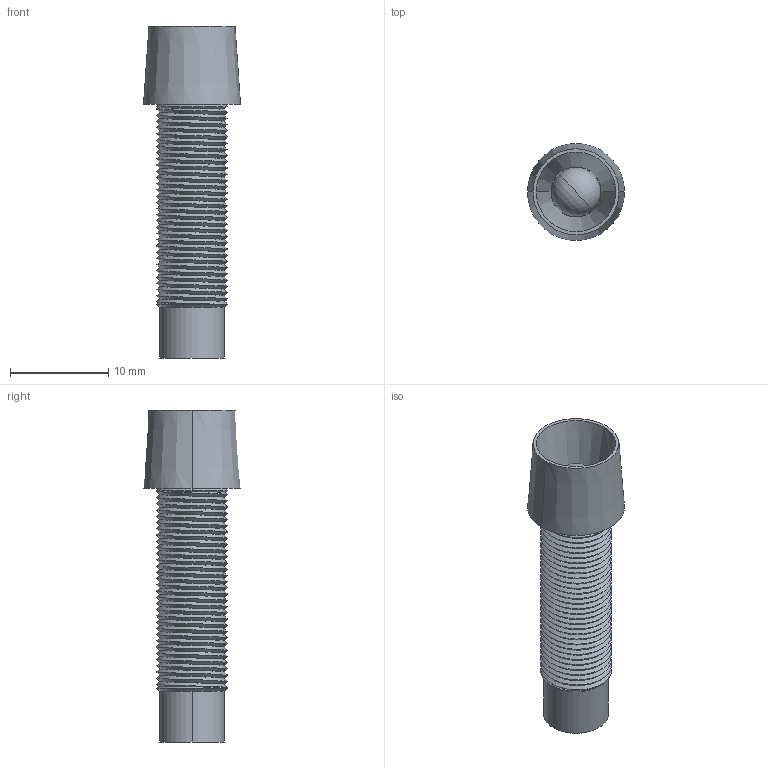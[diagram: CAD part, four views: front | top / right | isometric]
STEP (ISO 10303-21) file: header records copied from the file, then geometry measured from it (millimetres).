
FILE_DESCRIPTION (( 'STEP AP203' ), '1' );
FILE_NAME ('L79D.STEP', '2016-08-23T23:03:23', ( '' ), ( '' ), 'SwSTEP 2.0', 'SolidWorks 2016', '' );
FILE_SCHEMA (( 'CONFIG_CONTROL_DESIGN' ));
Length unit declared in the file: inch
Products named in the file (6): Resistor; 9108611059 - P740379 Rev D; L79D; 5MM LED_5mm Red-Green LED; 5600230000 Diode P740453 Rev A; Autosplice .060 x .079_2mm
Assembly tree (8 placements, depth 2):
  L79D
    9108611059 - P740379 Rev D
    5MM LED_5mm Red-Green LED
    5600230000 Diode P740453 Rev A
    Autosplice .060 x .079_2mm  x4
    Resistor
Bounding box: 9.91 x 9.91 x 33.88 mm (x, y, z)
Volume: 724.4 mm3; surface area: 2172.9 mm2
Topology: 11 solids, 11 shells, 207 faces, 526 edges, 346 vertices
Faces by surface type: cylinder 119, plane 70, cone 14, bspline 2, sphere 2
Entity records: 7901 total; most frequent: CARTESIAN_POINT 3827, ORIENTED_EDGE 760, DIRECTION 661, EDGE_CURVE 380, AXIS2_PLACEMENT_3D 251, VERTEX_POINT 250, EDGE_LOOP 164, LINE 159
